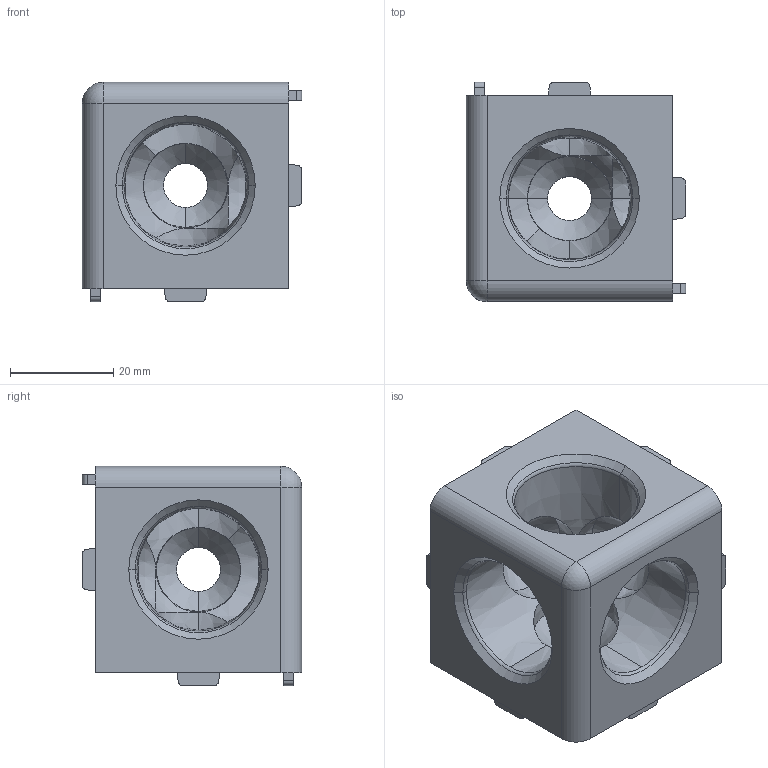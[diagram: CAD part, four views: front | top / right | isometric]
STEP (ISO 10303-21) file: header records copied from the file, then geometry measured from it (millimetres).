
FILE_DESCRIPTION (( 'STEP AP214' ), '1' );
FILE_NAME ('093ww406n08r.STEP', '2014-08-21T06:43:56', ( '' ), ( '' ), 'SwSTEP 2.0', 'SolidWorks 2014', '' );
FILE_SCHEMA (( 'AUTOMOTIVE_DESIGN' ));
Length unit declared in the file: millimetre
Products named in the file (1): 093ww406n08r
Bounding box: 42.5 x 42.5 x 42.5 mm (x, y, z)
Volume: 34885.2 mm3; surface area: 12393.2 mm2
Topology: 1 solids, 1 shells, 141 faces, 358 edges, 212 vertices
Faces by surface type: plane 52, cylinder 45, cone 24, sphere 14, torus 6
Entity records: 4467 total; most frequent: CARTESIAN_POINT 1015, DIRECTION 745, ORIENTED_EDGE 698, EDGE_CURVE 349, AXIS2_PLACEMENT_3D 272, VERTEX_POINT 212, LINE 201, VECTOR 201
